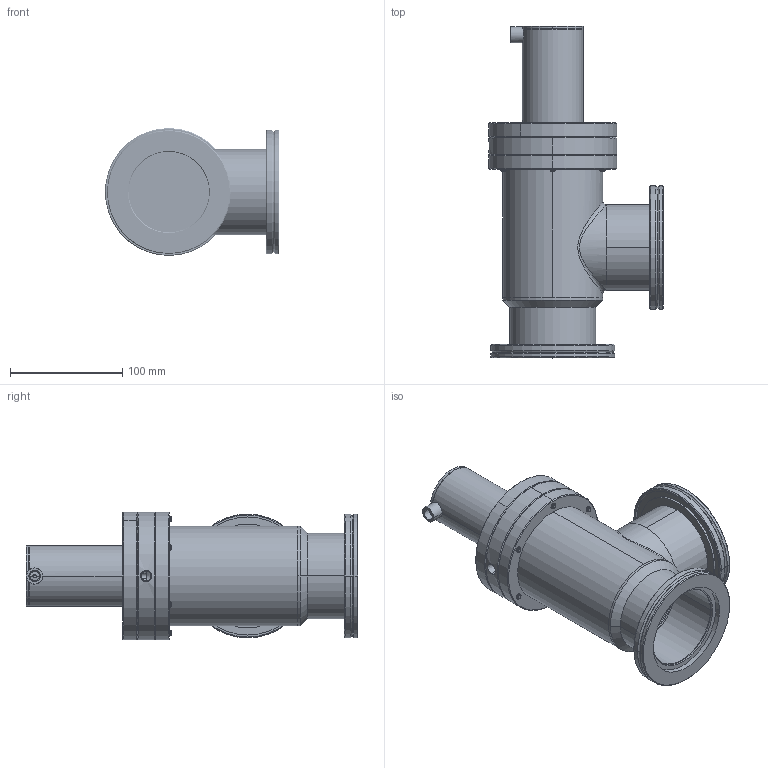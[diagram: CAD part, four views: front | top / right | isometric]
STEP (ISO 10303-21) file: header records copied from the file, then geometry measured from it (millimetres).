
FILE_DESCRIPTION (( 'STEP AP203' ), '1' );
FILE_NAME ('ESVPA-S07200.STEP', '2023-06-21T19:33:37', ( '' ), ( '' ), 'SwSTEP 2.0', 'SolidWorks 2020', '' );
FILE_SCHEMA (( 'CONFIG_CONTROL_DESIGN' ));
Products named in the file (1): ESVPA-S07200
Bounding box: 154.88 x 295.02 x 113.67 mm (x, y, z)
Volume: 548224 mm3; surface area: 271831.6 mm2
Topology: 19 solids, 19 shells, 1149 faces, 3041 edges, 1963 vertices
Faces by surface type: cylinder 854, cone 152, plane 119, bspline 16, torus 8
Entity records: 59212 total; most frequent: CARTESIAN_POINT 34507, ORIENTED_EDGE 6078, DIRECTION 4350, EDGE_CURVE 3039, VERTEX_POINT 1963, AXIS2_PLACEMENT_3D 1659, EDGE_LOOP 1250, FACE_OUTER_BOUND 1149
